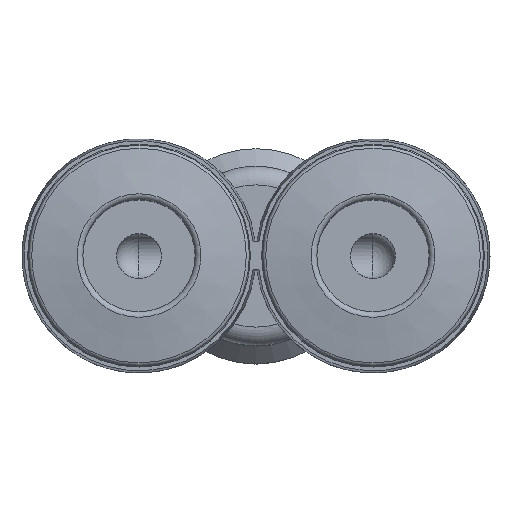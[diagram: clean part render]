
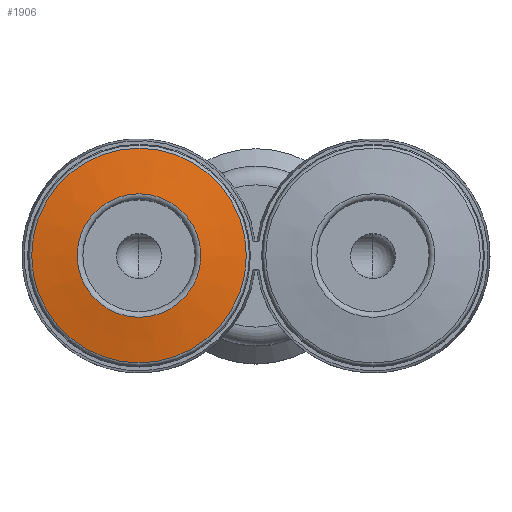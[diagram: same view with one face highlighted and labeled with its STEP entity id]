
A CAD part, top view. The second image highlights one B-rep face of the part: STEP entity #1906.
In plain terms, the highlighted conical face has half-angle 80 degrees and reference radius 3.3 mm.
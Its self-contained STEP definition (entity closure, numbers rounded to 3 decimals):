
#61=CONICAL_SURFACE('',#2055,3.3,1.396);
#380=ORIENTED_EDGE('',*,*,#619,.F.);
#381=ORIENTED_EDGE('',*,*,#620,.T.);
#619=EDGE_CURVE('',#746,#746,#827,.T.);
#620=EDGE_CURVE('',#747,#747,#828,.T.);
#746=VERTEX_POINT('',#2945);
#747=VERTEX_POINT('',#2947);
#827=CIRCLE('',#2056,5.735);
#828=CIRCLE('',#2057,3.3);
#936=EDGE_LOOP('',(#380));
#937=EDGE_LOOP('',(#381));
#1086=FACE_BOUND('',#936,.T.);
#1087=FACE_BOUND('',#937,.T.);
#1906=ADVANCED_FACE('',(#1086,#1087),#61,.T.);
#2055=AXIS2_PLACEMENT_3D('',#2943,#2364,#2365);
#2056=AXIS2_PLACEMENT_3D('',#2944,#2366,#2367);
#2057=AXIS2_PLACEMENT_3D('',#2946,#2368,#2369);
#2364=DIRECTION('',(0.,0.,-1.));
#2365=DIRECTION('',(-1.,0.,0.));
#2366=DIRECTION('',(0.,0.,-1.));
#2367=DIRECTION('',(-1.,0.,0.));
#2368=DIRECTION('',(0.,0.,-1.));
#2369=DIRECTION('',(-1.,0.,0.));
#2943=CARTESIAN_POINT('',(-6.25,0.,35.5));
#2944=CARTESIAN_POINT('',(-6.25,0.,35.071));
#2945=CARTESIAN_POINT('',(-11.985,0.,35.071));
#2946=CARTESIAN_POINT('',(-6.25,0.,35.5));
#2947=CARTESIAN_POINT('',(-9.55,0.,35.5));
